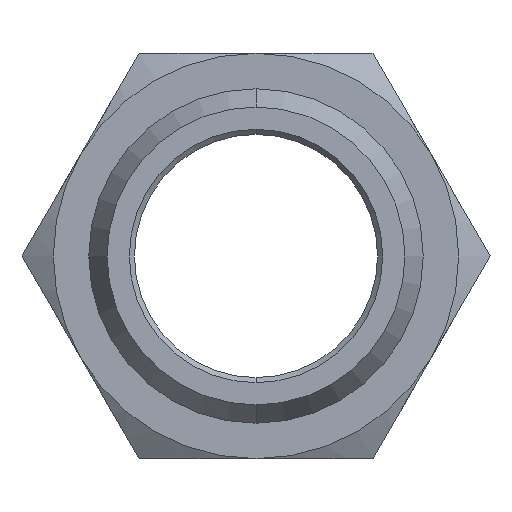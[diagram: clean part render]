
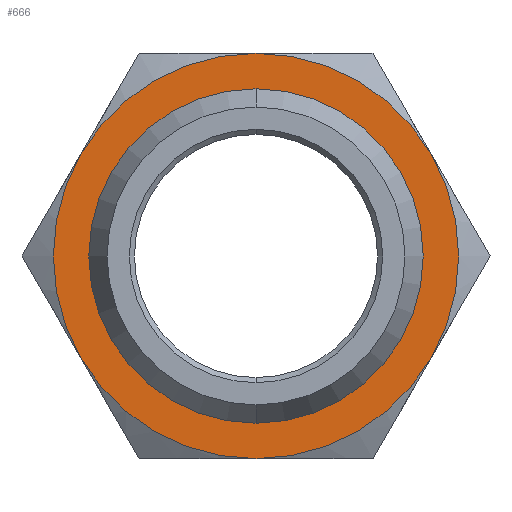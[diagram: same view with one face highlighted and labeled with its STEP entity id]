
A CAD part, front view. The second image highlights one B-rep face of the part: STEP entity #666.
In plain terms, the highlighted planar face has unit normal (0, -1, 0).
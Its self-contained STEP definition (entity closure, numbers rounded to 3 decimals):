
#37 = AXIS2_PLACEMENT_3D ( 'NONE', #393, #483, #836 ) ;
#54 = EDGE_LOOP ( 'NONE', ( #850, #739 ) ) ;
#75 = ORIENTED_EDGE ( 'NONE', *, *, #966, .T. ) ;
#105 = DIRECTION ( 'NONE',  ( 0., -1., 0. ) ) ;
#110 = DIRECTION ( 'NONE',  ( 0., 0., 1. ) ) ;
#123 = DIRECTION ( 'NONE',  ( 0., -1., 0. ) ) ;
#147 = CARTESIAN_POINT ( 'NONE',  ( 0., 12., 20. ) ) ;
#179 = AXIS2_PLACEMENT_3D ( 'NONE', #582, #663, #396 ) ;
#183 = DIRECTION ( 'NONE',  ( 0., 0., 1. ) ) ;
#211 = CARTESIAN_POINT ( 'NONE',  ( 17.321, 12., 10. ) ) ;
#243 = AXIS2_PLACEMENT_3D ( 'NONE', #585, #472, #1101 ) ;
#248 = EDGE_CURVE ( 'NONE', #873, #669, #359, .T. ) ;
#258 = DIRECTION ( 'NONE',  ( 0., -1., 0. ) ) ;
#274 = AXIS2_PLACEMENT_3D ( 'NONE', #463, #917, #376 ) ;
#275 = EDGE_CURVE ( 'NONE', #282, #705, #808, .T. ) ;
#282 = VERTEX_POINT ( 'NONE', #584 ) ;
#286 = CIRCLE ( 'NONE', #611, 16.5 ) ;
#287 = DIRECTION ( 'NONE',  ( 0., -1., 0. ) ) ;
#345 = FACE_BOUND ( 'NONE', #54, .T. ) ;
#359 = CIRCLE ( 'NONE', #445, 20. ) ;
#376 = DIRECTION ( 'NONE',  ( 0., 0., 1. ) ) ;
#383 = ORIENTED_EDGE ( 'NONE', *, *, #615, .T. ) ;
#386 = PLANE ( 'NONE',  #243 ) ;
#393 = CARTESIAN_POINT ( 'NONE',  ( 0., 12., 0. ) ) ;
#396 = DIRECTION ( 'NONE',  ( 0., 0., 1. ) ) ;
#424 = DIRECTION ( 'NONE',  ( 0., -1., 0. ) ) ;
#445 = AXIS2_PLACEMENT_3D ( 'NONE', #475, #123, #661 ) ;
#463 = CARTESIAN_POINT ( 'NONE',  ( 0., 12., 0. ) ) ;
#469 = CIRCLE ( 'NONE', #1047, 20. ) ;
#472 = DIRECTION ( 'NONE',  ( 0., -1., 0. ) ) ;
#475 = CARTESIAN_POINT ( 'NONE',  ( 0., 12., 0. ) ) ;
#481 = AXIS2_PLACEMENT_3D ( 'NONE', #654, #287, #183 ) ;
#483 = DIRECTION ( 'NONE',  ( 0., -1., 0. ) ) ;
#491 = EDGE_CURVE ( 'NONE', #839, #1119, #286, .T. ) ;
#521 = CARTESIAN_POINT ( 'NONE',  ( 0., 12., 0. ) ) ;
#535 = ORIENTED_EDGE ( 'NONE', *, *, #841, .T. ) ;
#537 = VERTEX_POINT ( 'NONE', #211 ) ;
#545 = FACE_OUTER_BOUND ( 'NONE', #1093, .T. ) ;
#547 = DIRECTION ( 'NONE',  ( 0., 0., -1. ) ) ;
#569 = CARTESIAN_POINT ( 'NONE',  ( 0., 12., 16.5 ) ) ;
#574 = CARTESIAN_POINT ( 'NONE',  ( -17.321, 12., 10. ) ) ;
#582 = CARTESIAN_POINT ( 'NONE',  ( 0., 12., 0. ) ) ;
#584 = CARTESIAN_POINT ( 'NONE',  ( 0., 12., -20. ) ) ;
#585 = CARTESIAN_POINT ( 'NONE',  ( -20.24, 12., 20.24 ) ) ;
#602 = CIRCLE ( 'NONE', #914, 16.5 ) ;
#611 = AXIS2_PLACEMENT_3D ( 'NONE', #521, #424, #702 ) ;
#615 = EDGE_CURVE ( 'NONE', #669, #282, #916, .T. ) ;
#618 = CIRCLE ( 'NONE', #481, 20. ) ;
#647 = CARTESIAN_POINT ( 'NONE',  ( 0., 12., 0. ) ) ;
#652 = ORIENTED_EDGE ( 'NONE', *, *, #248, .T. ) ;
#654 = CARTESIAN_POINT ( 'NONE',  ( 0., 12., 0. ) ) ;
#659 = CARTESIAN_POINT ( 'NONE',  ( -17.321, 12., -10. ) ) ;
#661 = DIRECTION ( 'NONE',  ( 0., 0., 1. ) ) ;
#663 = DIRECTION ( 'NONE',  ( 0., -1., 0. ) ) ;
#666 = ADVANCED_FACE ( 'NONE', ( #345, #545 ), #386, .T. ) ;
#669 = VERTEX_POINT ( 'NONE', #659 ) ;
#702 = DIRECTION ( 'NONE',  ( 0., 0., -1. ) ) ;
#705 = VERTEX_POINT ( 'NONE', #1028 ) ;
#722 = VERTEX_POINT ( 'NONE', #147 ) ;
#739 = ORIENTED_EDGE ( 'NONE', *, *, #1125, .F. ) ;
#755 = ORIENTED_EDGE ( 'NONE', *, *, #275, .T. ) ;
#808 = CIRCLE ( 'NONE', #179, 20. ) ;
#833 = EDGE_CURVE ( 'NONE', #537, #722, #469, .T. ) ;
#836 = DIRECTION ( 'NONE',  ( 0., 0., 1. ) ) ;
#839 = VERTEX_POINT ( 'NONE', #569 ) ;
#841 = EDGE_CURVE ( 'NONE', #705, #537, #618, .T. ) ;
#850 = ORIENTED_EDGE ( 'NONE', *, *, #491, .F. ) ;
#873 = VERTEX_POINT ( 'NONE', #574 ) ;
#883 = CARTESIAN_POINT ( 'NONE',  ( 0., 12., 0. ) ) ;
#905 = ORIENTED_EDGE ( 'NONE', *, *, #833, .T. ) ;
#914 = AXIS2_PLACEMENT_3D ( 'NONE', #883, #258, #547 ) ;
#916 = CIRCLE ( 'NONE', #37, 20. ) ;
#917 = DIRECTION ( 'NONE',  ( 0., -1., 0. ) ) ;
#966 = EDGE_CURVE ( 'NONE', #722, #873, #1152, .T. ) ;
#1028 = CARTESIAN_POINT ( 'NONE',  ( 17.321, 12., -10. ) ) ;
#1047 = AXIS2_PLACEMENT_3D ( 'NONE', #647, #105, #110 ) ;
#1084 = CARTESIAN_POINT ( 'NONE',  ( 0., 12., -16.5 ) ) ;
#1093 = EDGE_LOOP ( 'NONE', ( #652, #383, #755, #535, #905, #75 ) ) ;
#1101 = DIRECTION ( 'NONE',  ( 0., 0., -1. ) ) ;
#1119 = VERTEX_POINT ( 'NONE', #1084 ) ;
#1125 = EDGE_CURVE ( 'NONE', #1119, #839, #602, .T. ) ;
#1152 = CIRCLE ( 'NONE', #274, 20. ) ;
